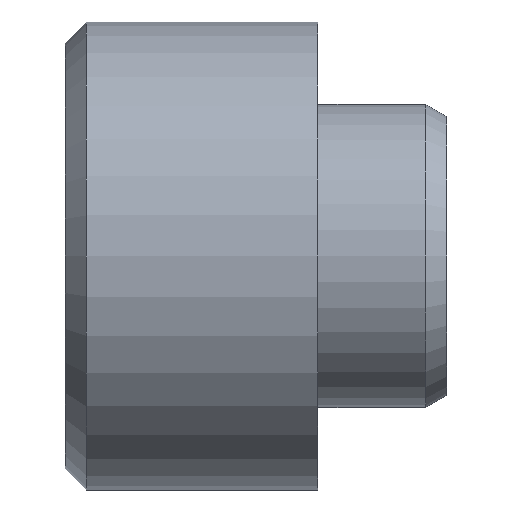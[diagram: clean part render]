
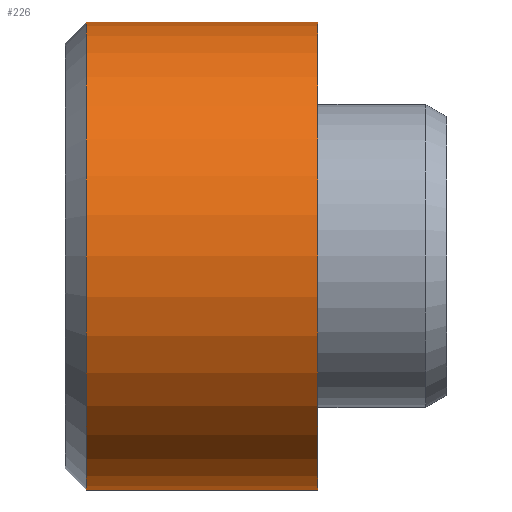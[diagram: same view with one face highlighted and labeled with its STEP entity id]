
A CAD part, left-side view. The second image highlights one B-rep face of the part: STEP entity #226.
In plain terms, the highlighted cylindrical face has radius 2.78 mm (diameter 5.56 mm), a partial arc.
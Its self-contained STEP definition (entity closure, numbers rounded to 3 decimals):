
#10 = DIRECTION ( 'NONE',  ( 0., 1., 0. ) ) ;
#24 = DIRECTION ( 'NONE',  ( 0., 1., 0. ) ) ;
#29 = VECTOR ( 'NONE', #10, 1000. ) ;
#40 = LINE ( 'NONE', #465, #501 ) ;
#42 = CARTESIAN_POINT ( 'NONE',  ( 0., 2.75, 0. ) ) ;
#59 = LINE ( 'NONE', #269, #29 ) ;
#85 = VERTEX_POINT ( 'NONE', #451 ) ;
#115 = DIRECTION ( 'NONE',  ( 0., 1., 0. ) ) ;
#120 = EDGE_CURVE ( 'NONE', #369, #503, #59, .T. ) ;
#132 = VERTEX_POINT ( 'NONE', #474 ) ;
#136 = CIRCLE ( 'NONE', #422, 2.78 ) ;
#149 = CYLINDRICAL_SURFACE ( 'NONE', #159, 2.78 ) ;
#159 = AXIS2_PLACEMENT_3D ( 'NONE', #391, #115, #221 ) ;
#191 = DIRECTION ( 'NONE',  ( 0., 0., 1. ) ) ;
#220 = ORIENTED_EDGE ( 'NONE', *, *, #514, .T. ) ;
#221 = DIRECTION ( 'NONE',  ( 0., 0., 1. ) ) ;
#226 = ADVANCED_FACE ( 'NONE', ( #511 ), #149, .T. ) ;
#245 = DIRECTION ( 'NONE',  ( 0., -1., 0. ) ) ;
#246 = ORIENTED_EDGE ( 'NONE', *, *, #120, .F. ) ;
#262 = ORIENTED_EDGE ( 'NONE', *, *, #273, .T. ) ;
#269 = CARTESIAN_POINT ( 'NONE',  ( 0., 36.602, -2.78 ) ) ;
#273 = EDGE_CURVE ( 'NONE', #369, #132, #388, .T. ) ;
#286 = ORIENTED_EDGE ( 'NONE', *, *, #360, .T. ) ;
#295 = CARTESIAN_POINT ( 'NONE',  ( 0., 2.75, -2.78 ) ) ;
#344 = AXIS2_PLACEMENT_3D ( 'NONE', #395, #24, #191 ) ;
#360 = EDGE_CURVE ( 'NONE', #132, #85, #40, .T. ) ;
#369 = VERTEX_POINT ( 'NONE', #524 ) ;
#375 = DIRECTION ( 'NONE',  ( 0., 1., 0. ) ) ;
#388 = CIRCLE ( 'NONE', #344, 2.78 ) ;
#391 = CARTESIAN_POINT ( 'NONE',  ( 0., 36.602, 0. ) ) ;
#395 = CARTESIAN_POINT ( 'NONE',  ( 0., 0., 0. ) ) ;
#413 = DIRECTION ( 'NONE',  ( 0., 0., -1. ) ) ;
#422 = AXIS2_PLACEMENT_3D ( 'NONE', #42, #245, #413 ) ;
#451 = CARTESIAN_POINT ( 'NONE',  ( 0., 2.75, 2.78 ) ) ;
#465 = CARTESIAN_POINT ( 'NONE',  ( 0., 36.602, 2.78 ) ) ;
#472 = EDGE_LOOP ( 'NONE', ( #246, #262, #286, #220 ) ) ;
#474 = CARTESIAN_POINT ( 'NONE',  ( 0., 0., 2.78 ) ) ;
#501 = VECTOR ( 'NONE', #375, 1000. ) ;
#503 = VERTEX_POINT ( 'NONE', #295 ) ;
#511 = FACE_OUTER_BOUND ( 'NONE', #472, .T. ) ;
#514 = EDGE_CURVE ( 'NONE', #85, #503, #136, .T. ) ;
#524 = CARTESIAN_POINT ( 'NONE',  ( 0., 0., -2.78 ) ) ;
